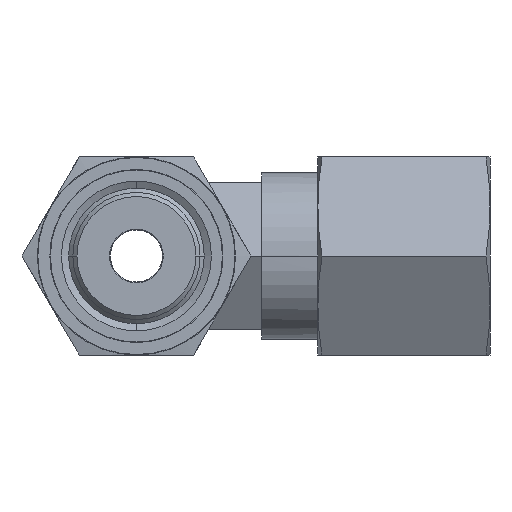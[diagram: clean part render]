
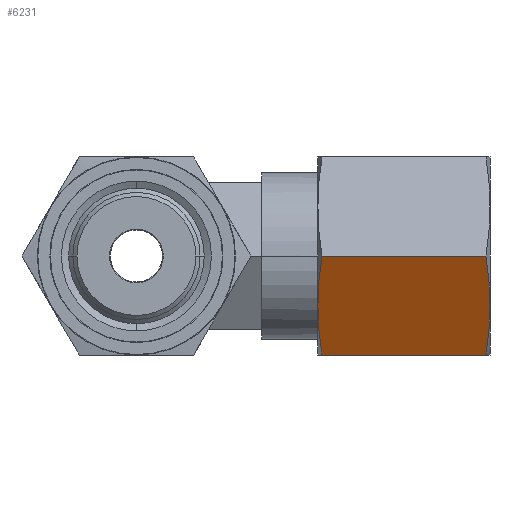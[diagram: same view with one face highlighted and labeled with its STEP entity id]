
A CAD part, front view. The second image highlights one B-rep face of the part: STEP entity #6231.
In plain terms, the highlighted planar face has unit normal (0, -0.866, -0.5).
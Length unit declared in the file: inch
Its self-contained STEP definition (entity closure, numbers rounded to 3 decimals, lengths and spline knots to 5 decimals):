
#1744=DIRECTION('',(-1.,0.,0.));
#1745=VECTOR('',#1744,0.6186);
#1746=CARTESIAN_POINT('',(1.31914,-0.21594,
-0.37402));
#1747=LINE('',#1746,#1745);
#1748=CARTESIAN_POINT('',(0.70054,-0.21594,
-0.37402));
#1749=CARTESIAN_POINT('',(0.69913,-0.22121,
-0.36488));
#1750=CARTESIAN_POINT('',(0.69648,-0.23169,
-0.34674));
#1751=CARTESIAN_POINT('',(0.69307,-0.24711,
-0.32002));
#1752=CARTESIAN_POINT('',(0.69022,-0.26241,
-0.29352));
#1753=CARTESIAN_POINT('',(0.68795,-0.2777,
-0.26704));
#1754=CARTESIAN_POINT('',(0.68629,-0.29305,
-0.24046));
#1755=CARTESIAN_POINT('',(0.68527,-0.30844,
-0.21379));
#1756=CARTESIAN_POINT('',(0.68504,-0.31875,
-0.19595));
#1757=CARTESIAN_POINT('',(0.68504,-0.32391,
-0.18701));
#1770=DIRECTION('',(-1.,0.,0.));
#1771=VECTOR('',#1770,0.6186);
#1772=CARTESIAN_POINT('',(1.31914,-0.43188,0.));
#1773=LINE('',#1772,#1771);
#1774=CARTESIAN_POINT('',(0.68504,-0.32391,
-0.18701));
#1775=CARTESIAN_POINT('',(0.68504,-0.32908,
-0.17805));
#1776=CARTESIAN_POINT('',(0.68527,-0.33941,
-0.16016));
#1777=CARTESIAN_POINT('',(0.68629,-0.35485,
-0.13342));
#1778=CARTESIAN_POINT('',(0.68796,-0.37022,
-0.1068));
#1779=CARTESIAN_POINT('',(0.69024,-0.38551,
-0.0803));
#1780=CARTESIAN_POINT('',(0.69309,-0.4008,
-0.05382));
#1781=CARTESIAN_POINT('',(0.69649,-0.41618,
-0.02718));
#1782=CARTESIAN_POINT('',(0.69913,-0.42662,
-0.0091));
#1783=CARTESIAN_POINT('',(0.70054,-0.43188,0.));
#1952=CARTESIAN_POINT('',(1.33465,-0.32391,
-0.18701));
#1953=CARTESIAN_POINT('',(1.33465,-0.31873,
-0.19597));
#1954=CARTESIAN_POINT('',(1.33442,-0.30841,
-0.21385));
#1955=CARTESIAN_POINT('',(1.33339,-0.29297,
-0.2406));
#1956=CARTESIAN_POINT('',(1.33172,-0.2776,
-0.26722));
#1957=CARTESIAN_POINT('',(1.32944,-0.2623,
-0.29371));
#1958=CARTESIAN_POINT('',(1.32659,-0.24701,
-0.32019));
#1959=CARTESIAN_POINT('',(1.32319,-0.23163,
-0.34683));
#1960=CARTESIAN_POINT('',(1.32055,-0.22119,
-0.36491));
#1961=CARTESIAN_POINT('',(1.31914,-0.21594,
-0.37402));
#1963=CARTESIAN_POINT('',(1.31914,-0.43188,0.));
#1964=CARTESIAN_POINT('',(1.32056,-0.4266,
-0.00914));
#1965=CARTESIAN_POINT('',(1.32321,-0.41613,
-0.02728));
#1966=CARTESIAN_POINT('',(1.32661,-0.4007,
-0.05399));
#1967=CARTESIAN_POINT('',(1.32946,-0.3854,
-0.08049));
#1968=CARTESIAN_POINT('',(1.33173,-0.37011,
-0.10697));
#1969=CARTESIAN_POINT('',(1.3334,-0.35477,
-0.13356));
#1970=CARTESIAN_POINT('',(1.33442,-0.33937,
-0.16022));
#1971=CARTESIAN_POINT('',(1.33465,-0.32907,
-0.17807));
#1972=CARTESIAN_POINT('',(1.33465,-0.32391,
-0.18701));
#3042=VERTEX_POINT('',#1748);
#3043=VERTEX_POINT('',#1757);
#3044=CARTESIAN_POINT('',(1.31914,-0.21594,
-0.37402));
#3045=VERTEX_POINT('',#3044);
#3046=VERTEX_POINT('',#1952);
#3047=VERTEX_POINT('',#1963);
#3048=CARTESIAN_POINT('',(0.70054,-0.43188,0.));
#3049=VERTEX_POINT('',#3048);
#6214=CARTESIAN_POINT('',(0.68504,-0.21594,
-0.37402));
#6215=DIRECTION('',(0.,-0.866,-0.5));
#6216=DIRECTION('',(0.,0.5,-0.866));
#6217=AXIS2_PLACEMENT_3D('',#6214,#6215,#6216);
#6218=PLANE('',#6217);
#6219=ORIENTED_EDGE('',*,*,#6200,.T.);
#6221=ORIENTED_EDGE('',*,*,#6220,.T.);
#6223=ORIENTED_EDGE('',*,*,#6222,.F.);
#6225=ORIENTED_EDGE('',*,*,#6224,.T.);
#6227=ORIENTED_EDGE('',*,*,#6226,.T.);
#6228=ORIENTED_EDGE('',*,*,#6177,.T.);
#6229=EDGE_LOOP('',(#6219,#6221,#6223,#6225,#6227,#6228));
#6230=FACE_OUTER_BOUND('',#6229,.F.);
#6231=ADVANCED_FACE('',(#6230),#6218,.T.);
#1758=B_SPLINE_CURVE_WITH_KNOTS('',3,(#1748,#1749,#1750,#1751,#1752,#1753,#1754,
#1755,#1756,#1757),.UNSPECIFIED.,.F.,.F.,(4,1,1,1,1,1,1,4),(0.,
0.14286,0.28571,0.42857,0.57143,
0.71429,0.85714,1.),.UNSPECIFIED.);
#1784=B_SPLINE_CURVE_WITH_KNOTS('',3,(#1774,#1775,#1776,#1777,#1778,#1779,#1780,
#1781,#1782,#1783),.UNSPECIFIED.,.F.,.F.,(4,1,1,1,1,1,1,4),(0.,
0.14286,0.28571,0.42857,0.57143,
0.71429,0.85714,1.),.UNSPECIFIED.);
#1962=B_SPLINE_CURVE_WITH_KNOTS('',3,(#1952,#1953,#1954,#1955,#1956,#1957,#1958,
#1959,#1960,#1961),.UNSPECIFIED.,.F.,.F.,(4,1,1,1,1,1,1,4),(0.,
0.14286,0.28571,0.42857,0.57143,
0.71429,0.85714,1.),.UNSPECIFIED.);
#1973=B_SPLINE_CURVE_WITH_KNOTS('',3,(#1963,#1964,#1965,#1966,#1967,#1968,#1969,
#1970,#1971,#1972),.UNSPECIFIED.,.F.,.F.,(4,1,1,1,1,1,1,4),(0.,
0.14286,0.28571,0.42857,0.57143,
0.71429,0.85714,1.),.UNSPECIFIED.);
#6177=EDGE_CURVE('',#3045,#3042,#1747,.T.);
#6200=EDGE_CURVE('',#3042,#3043,#1758,.T.);
#6220=EDGE_CURVE('',#3043,#3049,#1784,.T.);
#6222=EDGE_CURVE('',#3047,#3049,#1773,.T.);
#6224=EDGE_CURVE('',#3047,#3046,#1973,.T.);
#6226=EDGE_CURVE('',#3046,#3045,#1962,.T.);
